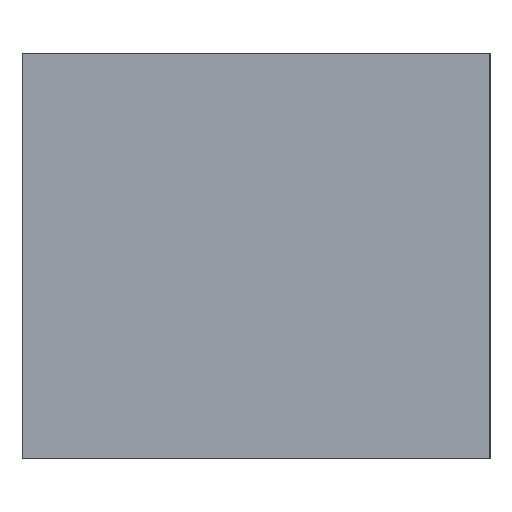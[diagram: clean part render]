
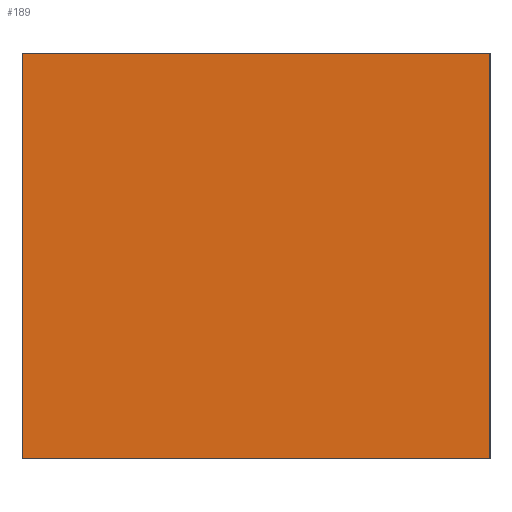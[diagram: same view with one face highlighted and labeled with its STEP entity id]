
A CAD part, left-side view. The second image highlights one B-rep face of the part: STEP entity #189.
In plain terms, the highlighted planar face has unit normal (-1, 0, 0).
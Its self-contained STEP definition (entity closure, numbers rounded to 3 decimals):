
#73 = VERTEX_POINT ( 'NONE', #360 ) ;
#87 = VECTOR ( 'NONE', #462, 1000. ) ;
#117 = EDGE_CURVE ( 'NONE', #300, #73, #458, .T. ) ;
#130 = VERTEX_POINT ( 'NONE', #157 ) ;
#137 = EDGE_LOOP ( 'NONE', ( #288, #225, #232, #181 ) ) ;
#138 = CARTESIAN_POINT ( 'NONE',  ( 0., 0., 0. ) ) ;
#157 = CARTESIAN_POINT ( 'NONE',  ( 0., 0.3, 0. ) ) ;
#168 = EDGE_CURVE ( 'NONE', #184, #300, #316, .T. ) ;
#181 = ORIENTED_EDGE ( 'NONE', *, *, #168, .T. ) ;
#184 = VERTEX_POINT ( 'NONE', #511 ) ;
#189 = ADVANCED_FACE ( 'NONE', ( #249 ), #378, .F. ) ;
#225 = ORIENTED_EDGE ( 'NONE', *, *, #563, .F. ) ;
#226 = DIRECTION ( 'NONE',  ( 0., 1., 0. ) ) ;
#232 = ORIENTED_EDGE ( 'NONE', *, *, #406, .F. ) ;
#249 = FACE_OUTER_BOUND ( 'NONE', #137, .T. ) ;
#256 = CARTESIAN_POINT ( 'NONE',  ( 0., 0., 0. ) ) ;
#288 = ORIENTED_EDGE ( 'NONE', *, *, #117, .T. ) ;
#300 = VERTEX_POINT ( 'NONE', #635 ) ;
#304 = AXIS2_PLACEMENT_3D ( 'NONE', #639, #422, #682 ) ;
#316 = LINE ( 'NONE', #256, #653 ) ;
#355 = CARTESIAN_POINT ( 'NONE',  ( 0., 0., 0.26 ) ) ;
#356 = LINE ( 'NONE', #672, #87 ) ;
#360 = CARTESIAN_POINT ( 'NONE',  ( 0., 0.3, 0.26 ) ) ;
#378 = PLANE ( 'NONE',  #304 ) ;
#406 = EDGE_CURVE ( 'NONE', #184, #130, #660, .T. ) ;
#411 = VECTOR ( 'NONE', #567, 1000. ) ;
#412 = VECTOR ( 'NONE', #226, 1000. ) ;
#422 = DIRECTION ( 'NONE',  ( 1., 0., 0. ) ) ;
#458 = LINE ( 'NONE', #355, #411 ) ;
#462 = DIRECTION ( 'NONE',  ( 0., 0., 1. ) ) ;
#511 = CARTESIAN_POINT ( 'NONE',  ( 0., 0., 0. ) ) ;
#563 = EDGE_CURVE ( 'NONE', #130, #73, #356, .T. ) ;
#567 = DIRECTION ( 'NONE',  ( 0., 1., 0. ) ) ;
#635 = CARTESIAN_POINT ( 'NONE',  ( 0., 0., 0.26 ) ) ;
#639 = CARTESIAN_POINT ( 'NONE',  ( 0., 0., 0. ) ) ;
#653 = VECTOR ( 'NONE', #676, 1000. ) ;
#660 = LINE ( 'NONE', #138, #412 ) ;
#672 = CARTESIAN_POINT ( 'NONE',  ( 0., 0.3, 0. ) ) ;
#676 = DIRECTION ( 'NONE',  ( 0., 0., 1. ) ) ;
#682 = DIRECTION ( 'NONE',  ( 0., 1., 0. ) ) ;
